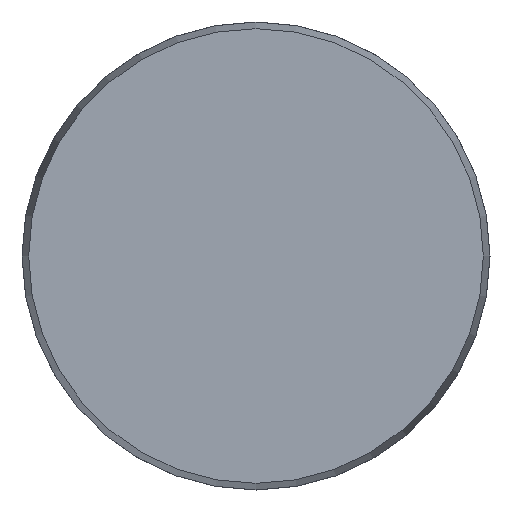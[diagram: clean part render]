
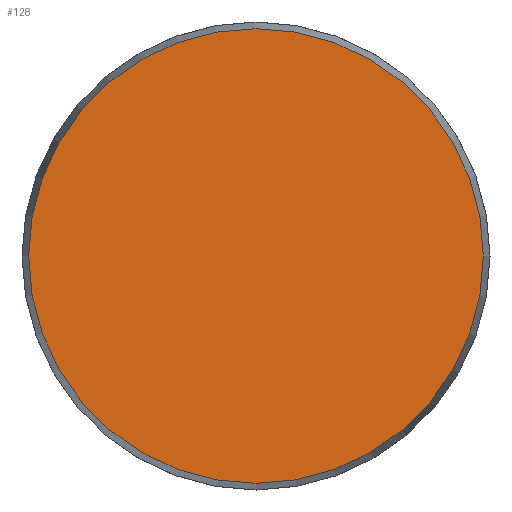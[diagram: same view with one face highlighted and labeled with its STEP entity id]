
A CAD part, front view. The second image highlights one B-rep face of the part: STEP entity #128.
In plain terms, the highlighted planar face has unit normal (0, -1, 0).
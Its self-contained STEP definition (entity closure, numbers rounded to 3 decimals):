
#9 = DIRECTION ( 'NONE',  ( 0., -1., 0. ) ) ;
#33 = AXIS2_PLACEMENT_3D ( 'NONE', #747, #685, #123 ) ;
#101 = EDGE_CURVE ( 'NONE', #402, #402, #285, .T. ) ;
#123 = DIRECTION ( 'NONE',  ( 0., 0., 1. ) ) ;
#128 = ADVANCED_FACE ( 'NONE', ( #815 ), #238, .F. ) ;
#238 = PLANE ( 'NONE',  #33 ) ;
#285 = CIRCLE ( 'NONE', #804, 29.143 ) ;
#402 = VERTEX_POINT ( 'NONE', #410 ) ;
#410 = CARTESIAN_POINT ( 'NONE',  ( 0., 0., -29.143 ) ) ;
#502 = DIRECTION ( 'NONE',  ( 0., 0., -1. ) ) ;
#561 = CARTESIAN_POINT ( 'NONE',  ( 0., 0., 0. ) ) ;
#685 = DIRECTION ( 'NONE',  ( 0., 1., 0. ) ) ;
#690 = ORIENTED_EDGE ( 'NONE', *, *, #101, .T. ) ;
#737 = EDGE_LOOP ( 'NONE', ( #690 ) ) ;
#747 = CARTESIAN_POINT ( 'NONE',  ( -29.143, 0., 0. ) ) ;
#804 = AXIS2_PLACEMENT_3D ( 'NONE', #561, #9, #502 ) ;
#815 = FACE_OUTER_BOUND ( 'NONE', #737, .T. ) ;
